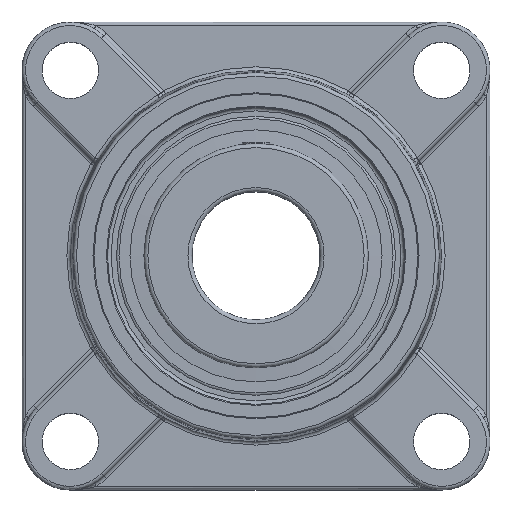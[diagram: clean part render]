
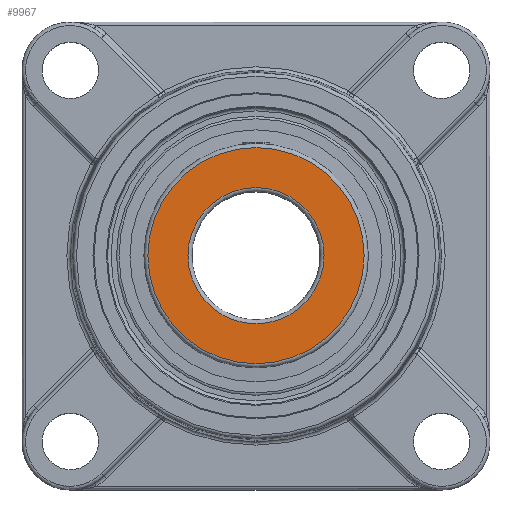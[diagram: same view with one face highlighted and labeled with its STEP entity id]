
A CAD part, top view. The second image highlights one B-rep face of the part: STEP entity #9967.
In plain terms, the highlighted face is planar.
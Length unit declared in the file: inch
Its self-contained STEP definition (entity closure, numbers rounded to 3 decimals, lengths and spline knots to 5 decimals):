
#9918=CARTESIAN_POINT('',(-0.66437,0.,0.));
#9919=VERTEX_POINT('',#9918);
#9929=CARTESIAN_POINT('',(0.,0.,0.));
#9930=DIRECTION('',(-0.,0.,-1.));
#9931=DIRECTION('',(1.,0.,-0.));
#9932=AXIS2_PLACEMENT_3D('',#9929,#9930,#9931);
#9933=CIRCLE('',#9932,0.66437);
#9934=EDGE_CURVE('',#9919,#9919,#9933,.T.);
#9939=CARTESIAN_POINT('',(0.,0.,0.));
#9940=DIRECTION('',(0.,-0.,1.));
#9941=DIRECTION('',(1.,0.,-0.));
#9942=AXIS2_PLACEMENT_3D('',#9939,#9940,#9941);
#9943=PLANE('',#9942);
#9944=CARTESIAN_POINT('',(-1.05513,0.,0.));
#9945=VERTEX_POINT('',#9944);
#9946=CARTESIAN_POINT('',(1.05513,0.,-0.));
#9947=VERTEX_POINT('',#9946);
#9948=CARTESIAN_POINT('',(0.,0.,0.));
#9949=DIRECTION('',(0.,-0.,1.));
#9950=DIRECTION('',(-1.,0.,0.));
#9951=AXIS2_PLACEMENT_3D('',#9948,#9949,#9950);
#9952=CIRCLE('',#9951,1.05513);
#9953=EDGE_CURVE('',#9945,#9947,#9952,.T.);
#9954=ORIENTED_EDGE('',*,*,#9953,.F.);
#9955=CARTESIAN_POINT('',(0.,0.,0.));
#9956=DIRECTION('',(0.,-0.,1.));
#9957=DIRECTION('',(-1.,0.,0.));
#9958=AXIS2_PLACEMENT_3D('',#9955,#9956,#9957);
#9959=CIRCLE('',#9958,1.05513);
#9960=EDGE_CURVE('',#9947,#9945,#9959,.T.);
#9961=ORIENTED_EDGE('',*,*,#9960,.F.);
#9962=EDGE_LOOP('',(#9954,#9961));
#9963=FACE_BOUND('',#9962,.T.);
#9964=ORIENTED_EDGE('',*,*,#9934,.F.);
#9965=EDGE_LOOP('',(#9964));
#9966=FACE_BOUND('',#9965,.T.);
#9967=ADVANCED_FACE('',(#9963,#9966),#9943,.F.);
